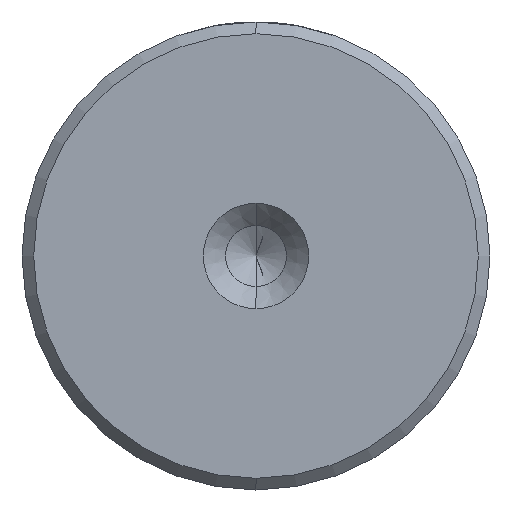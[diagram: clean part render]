
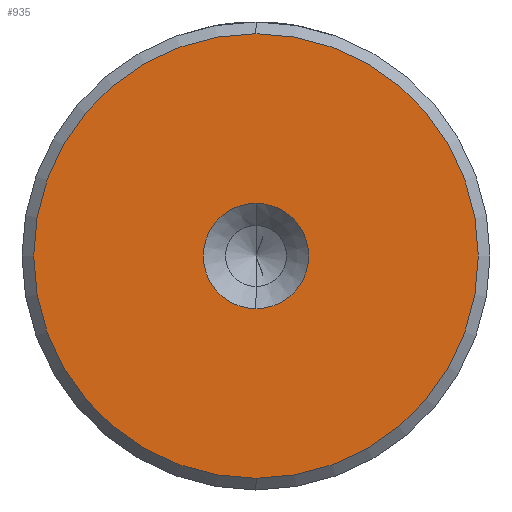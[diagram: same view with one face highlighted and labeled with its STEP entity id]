
A CAD part, left-side view. The second image highlights one B-rep face of the part: STEP entity #935.
In plain terms, the highlighted planar face has unit normal (-1, 0, 0).
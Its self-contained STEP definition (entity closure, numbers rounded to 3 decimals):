
#7 = EDGE_CURVE ( 'NONE', #447, #208, #562, .T. ) ;
#101 = CARTESIAN_POINT ( 'NONE',  ( 0., 0., 0. ) ) ;
#118 = DIRECTION ( 'NONE',  ( -1., 0., 0. ) ) ;
#121 = CIRCLE ( 'NONE', #843, 2.25 ) ;
#165 = DIRECTION ( 'NONE',  ( 0., 0., 1. ) ) ;
#186 = CIRCLE ( 'NONE', #1420, 9.5 ) ;
#208 = VERTEX_POINT ( 'NONE', #1755 ) ;
#237 = CARTESIAN_POINT ( 'NONE',  ( 0., 0., 0. ) ) ;
#242 = CARTESIAN_POINT ( 'NONE',  ( 0., 0., -9.5 ) ) ;
#338 = AXIS2_PLACEMENT_3D ( 'NONE', #2153, #2145, #2140 ) ;
#352 = DIRECTION ( 'NONE',  ( -1., 0., 0. ) ) ;
#385 = EDGE_LOOP ( 'NONE', ( #1446, #1078 ) ) ;
#396 = AXIS2_PLACEMENT_3D ( 'NONE', #1394, #352, #165 ) ;
#419 = CARTESIAN_POINT ( 'NONE',  ( 0., 0., 2.25 ) ) ;
#428 = DIRECTION ( 'NONE',  ( 0., 0., 1. ) ) ;
#429 = DIRECTION ( 'NONE',  ( 0., 0., 1. ) ) ;
#447 = VERTEX_POINT ( 'NONE', #419 ) ;
#465 = FACE_OUTER_BOUND ( 'NONE', #1471, .T. ) ;
#562 = CIRCLE ( 'NONE', #1771, 2.25 ) ;
#595 = EDGE_CURVE ( 'NONE', #2174, #1590, #1466, .T. ) ;
#715 = PLANE ( 'NONE',  #396 ) ;
#843 = AXIS2_PLACEMENT_3D ( 'NONE', #1028, #2217, #1203 ) ;
#868 = ORIENTED_EDGE ( 'NONE', *, *, #595, .T. ) ;
#935 = ADVANCED_FACE ( 'NONE', ( #465, #1272 ), #715, .T. ) ;
#1024 = CARTESIAN_POINT ( 'NONE',  ( 0., 0., 9.5 ) ) ;
#1028 = CARTESIAN_POINT ( 'NONE',  ( 0., 0., 0. ) ) ;
#1078 = ORIENTED_EDGE ( 'NONE', *, *, #1944, .F. ) ;
#1203 = DIRECTION ( 'NONE',  ( 0., 0., 1. ) ) ;
#1261 = ORIENTED_EDGE ( 'NONE', *, *, #1365, .T. ) ;
#1272 = FACE_BOUND ( 'NONE', #385, .T. ) ;
#1365 = EDGE_CURVE ( 'NONE', #1590, #2174, #186, .T. ) ;
#1394 = CARTESIAN_POINT ( 'NONE',  ( 0., 0., 0. ) ) ;
#1420 = AXIS2_PLACEMENT_3D ( 'NONE', #237, #1463, #428 ) ;
#1446 = ORIENTED_EDGE ( 'NONE', *, *, #7, .F. ) ;
#1463 = DIRECTION ( 'NONE',  ( -1., 0., 0. ) ) ;
#1466 = CIRCLE ( 'NONE', #338, 9.5 ) ;
#1471 = EDGE_LOOP ( 'NONE', ( #1261, #868 ) ) ;
#1590 = VERTEX_POINT ( 'NONE', #242 ) ;
#1755 = CARTESIAN_POINT ( 'NONE',  ( 0., 0., -2.25 ) ) ;
#1771 = AXIS2_PLACEMENT_3D ( 'NONE', #101, #118, #429 ) ;
#1944 = EDGE_CURVE ( 'NONE', #208, #447, #121, .T. ) ;
#2140 = DIRECTION ( 'NONE',  ( 0., 0., 1. ) ) ;
#2145 = DIRECTION ( 'NONE',  ( -1., 0., 0. ) ) ;
#2153 = CARTESIAN_POINT ( 'NONE',  ( 0., 0., 0. ) ) ;
#2174 = VERTEX_POINT ( 'NONE', #1024 ) ;
#2217 = DIRECTION ( 'NONE',  ( -1., 0., 0. ) ) ;
